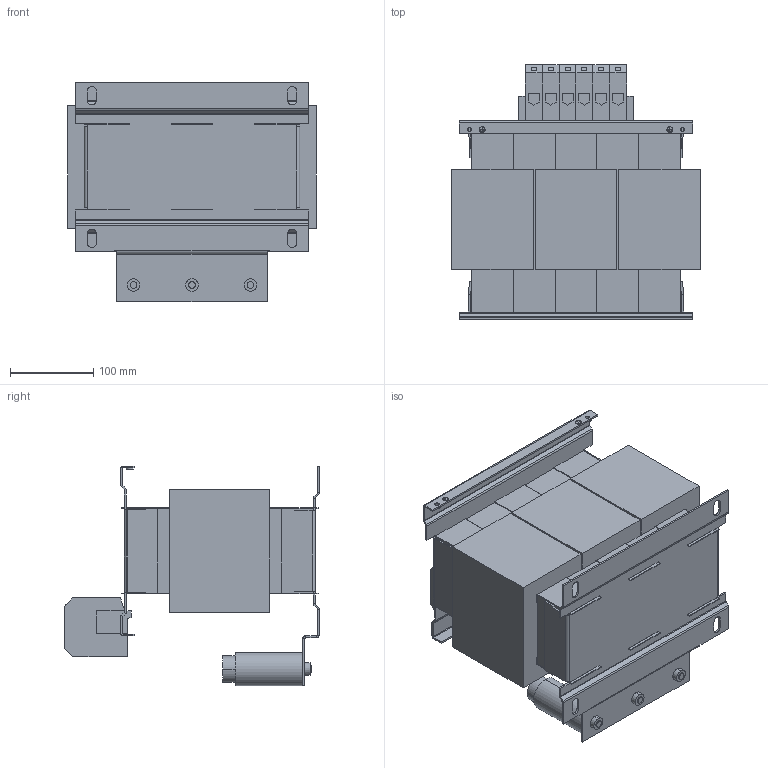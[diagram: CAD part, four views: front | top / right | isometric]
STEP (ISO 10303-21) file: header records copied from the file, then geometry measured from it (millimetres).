
FILE_DESCRIPTION (( 'STEP AP214' ), '1' );
FILE_NAME ('864565.STEP', '2024-08-23T11:06:36', ( '' ), ( '' ), 'SwSTEP 2.0', 'SolidWorks 2022', '' );
FILE_SCHEMA (( 'AUTOMOTIVE_DESIGN' ));
Length unit declared in the file: millimetre
Products named in the file (1): 864565
Bounding box: 298 x 305.2 x 263 mm (x, y, z)
Volume: 9182576.4 mm3; surface area: 562275.3 mm2
Topology: 1 solids, 1 shells, 709 faces, 1768 edges, 1127 vertices
Faces by surface type: plane 582, cylinder 121, cone 6
Entity records: 20796 total; most frequent: CARTESIAN_POINT 3605, ORIENTED_EDGE 3536, DIRECTION 3484, EDGE_CURVE 1768, VECTOR 1472, LINE 1472, VERTEX_POINT 1127, AXIS2_PLACEMENT_3D 1006
